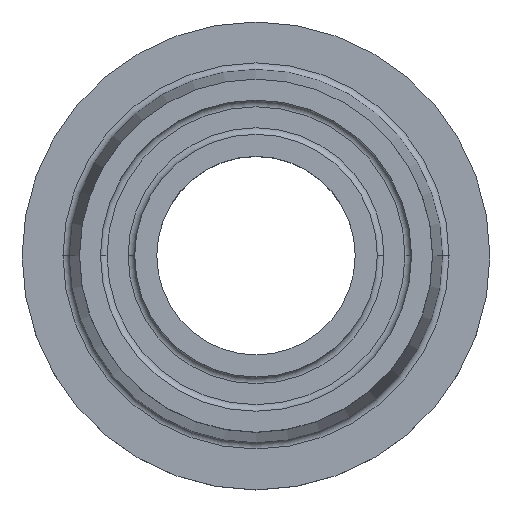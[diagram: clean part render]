
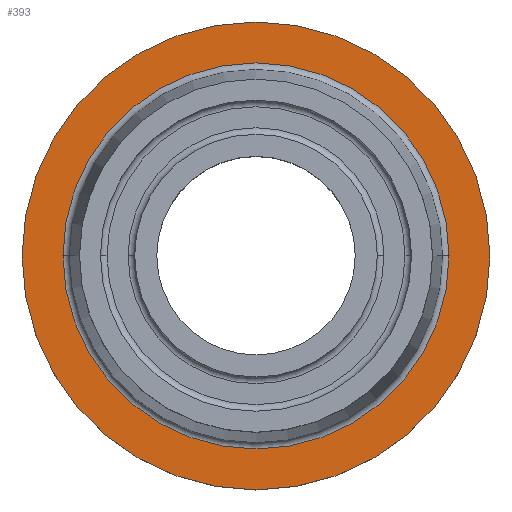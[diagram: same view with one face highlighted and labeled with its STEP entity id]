
A CAD part, top view. The second image highlights one B-rep face of the part: STEP entity #393.
In plain terms, the highlighted planar face has unit normal (0, 0, 1).
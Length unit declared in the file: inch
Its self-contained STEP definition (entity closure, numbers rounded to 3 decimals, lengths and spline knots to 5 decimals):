
#20 = CIRCLE ( 'NONE', #502, 4.175 ) ;
#35 = CIRCLE ( 'NONE', #470, 3.445 ) ;
#43 = CIRCLE ( 'NONE', #566, 3.445 ) ;
#71 = PLANE ( 'NONE',  #429 ) ;
#95 = ORIENTED_EDGE ( 'NONE', *, *, #435, .F. ) ;
#112 = ORIENTED_EDGE ( 'NONE', *, *, #127, .F. ) ;
#127 = EDGE_CURVE ( 'NONE', #705, #198, #43, .T. ) ;
#132 = FACE_BOUND ( 'NONE', #225, .T. ) ;
#134 = DIRECTION ( 'NONE',  ( -1., 0., 0. ) ) ;
#136 = DIRECTION ( 'NONE',  ( 0., 0., -1. ) ) ;
#147 = CARTESIAN_POINT ( 'NONE',  ( 0., 4.175, -4.4015 ) ) ;
#165 = CARTESIAN_POINT ( 'NONE',  ( 0., 0., -4.4015 ) ) ;
#167 = DIRECTION ( 'NONE',  ( 0., 0., 1. ) ) ;
#173 = DIRECTION ( 'NONE',  ( 1., 0., 0. ) ) ;
#198 = VERTEX_POINT ( 'NONE', #252 ) ;
#225 = EDGE_LOOP ( 'NONE', ( #112, #95 ) ) ;
#244 = ORIENTED_EDGE ( 'NONE', *, *, #521, .T. ) ;
#252 = CARTESIAN_POINT ( 'NONE',  ( -3.445, 0., -4.4015 ) ) ;
#280 = EDGE_CURVE ( 'NONE', #558, #315, #649, .T. ) ;
#315 = VERTEX_POINT ( 'NONE', #557 ) ;
#320 = CARTESIAN_POINT ( 'NONE',  ( 0., 0., -4.4015 ) ) ;
#384 = CARTESIAN_POINT ( 'NONE',  ( -4.175, 0., -4.4015 ) ) ;
#393 = ADVANCED_FACE ( 'NONE', ( #132, #766 ), #71, .F. ) ;
#414 = DIRECTION ( 'NONE',  ( 1., 0., 0. ) ) ;
#429 = AXIS2_PLACEMENT_3D ( 'NONE', #147, #136, #134 ) ;
#430 = DIRECTION ( 'NONE',  ( 0., 0., 1. ) ) ;
#435 = EDGE_CURVE ( 'NONE', #198, #705, #35, .T. ) ;
#437 = DIRECTION ( 'NONE',  ( 1., 0., 0. ) ) ;
#470 = AXIS2_PLACEMENT_3D ( 'NONE', #595, #532, #437 ) ;
#502 = AXIS2_PLACEMENT_3D ( 'NONE', #320, #430, #414 ) ;
#521 = EDGE_CURVE ( 'NONE', #315, #558, #20, .T. ) ;
#532 = DIRECTION ( 'NONE',  ( 0., 0., 1. ) ) ;
#540 = CARTESIAN_POINT ( 'NONE',  ( 0., 0., -4.4015 ) ) ;
#548 = DIRECTION ( 'NONE',  ( 0., 0., 1. ) ) ;
#552 = DIRECTION ( 'NONE',  ( 1., 0., 0. ) ) ;
#557 = CARTESIAN_POINT ( 'NONE',  ( 4.175, 0., -4.4015 ) ) ;
#558 = VERTEX_POINT ( 'NONE', #384 ) ;
#562 = EDGE_LOOP ( 'NONE', ( #244, #667 ) ) ;
#566 = AXIS2_PLACEMENT_3D ( 'NONE', #165, #167, #173 ) ;
#595 = CARTESIAN_POINT ( 'NONE',  ( 0., 0., -4.4015 ) ) ;
#617 = AXIS2_PLACEMENT_3D ( 'NONE', #540, #548, #552 ) ;
#649 = CIRCLE ( 'NONE', #617, 4.175 ) ;
#667 = ORIENTED_EDGE ( 'NONE', *, *, #280, .T. ) ;
#705 = VERTEX_POINT ( 'NONE', #799 ) ;
#766 = FACE_OUTER_BOUND ( 'NONE', #562, .T. ) ;
#799 = CARTESIAN_POINT ( 'NONE',  ( 3.445, 0., -4.4015 ) ) ;
